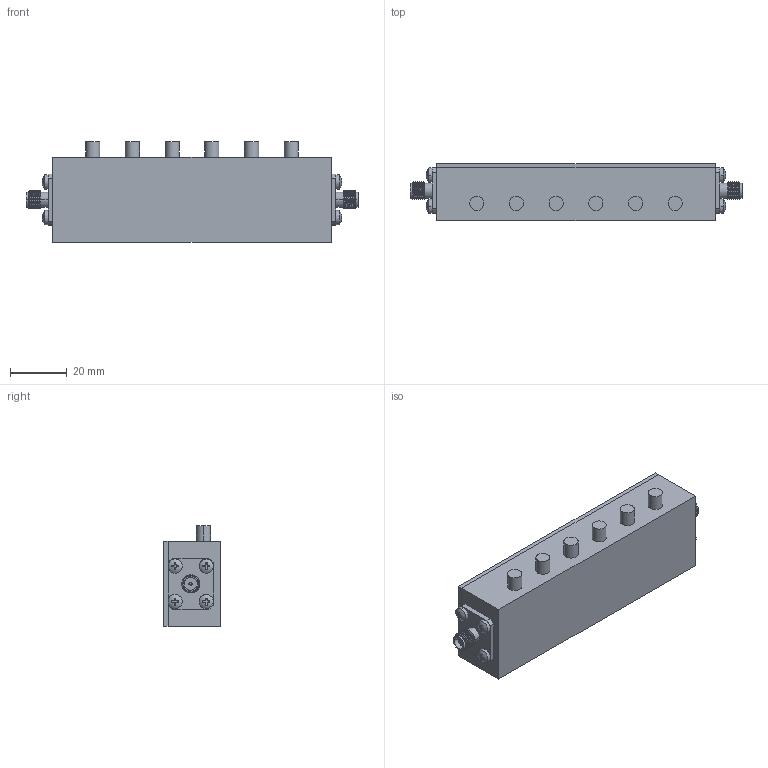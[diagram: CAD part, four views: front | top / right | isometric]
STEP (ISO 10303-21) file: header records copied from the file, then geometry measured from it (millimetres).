
FILE_DESCRIPTION (( 'STEP AP214' ), '1' );
FILE_NAME ('FMAT1049S_3D.step', '2025-04-03T19:31:57', ( '' ), ( '' ), 'SwSTEP 2.0', 'SolidWorks 2022', '' );
FILE_SCHEMA (( 'AUTOMOTIVE_DESIGN' ));
Length unit declared in the file: inch
Products named in the file (6): 2(2)^FMAT1049S; SMAF^FMAT1049S; cross recessed countersunk head screws gb1_GB_CROSS_SCREWS_TYPE4 M2X3-1.8  H type-N(2)^FMAT1049S; FMAT1049S_3D; cross recessed pan head screws gb_GB_CROSS_SCREWS_TYPE1 M2.5X3-3  H type-N(2)^FMAT1049S; 1(2)^FMAT1049S
Assembly tree (20 placements, depth 2):
  FMAT1049S_3D
    1(2)^FMAT1049S
    2(2)^FMAT1049S
    cross recessed countersunk head screws gb1_GB_CROSS_SCREWS_TYPE4 M2X3-1.8  H type-N(2)^FMAT1049S  x8
    SMAF^FMAT1049S  x2
    cross recessed pan head screws gb_GB_CROSS_SCREWS_TYPE1 M2.5X3-3  H type-N(2)^FMAT1049S  x8
Bounding box: 117 x 20.1 x 35.5 mm (x, y, z)
Volume: 61049.4 mm3; surface area: 20314.8 mm2
Topology: 20 solids, 20 shells, 568 faces, 1432 edges, 936 vertices
Faces by surface type: plane 292, cylinder 230, cone 32, sphere 8, bspline 6
Entity records: 6621 total; most frequent: CARTESIAN_POINT 2212, DIRECTION 906, ORIENTED_EDGE 824, EDGE_CURVE 412, AXIS2_PLACEMENT_3D 353, VERTEX_POINT 268, EDGE_LOOP 206, VECTOR 200
